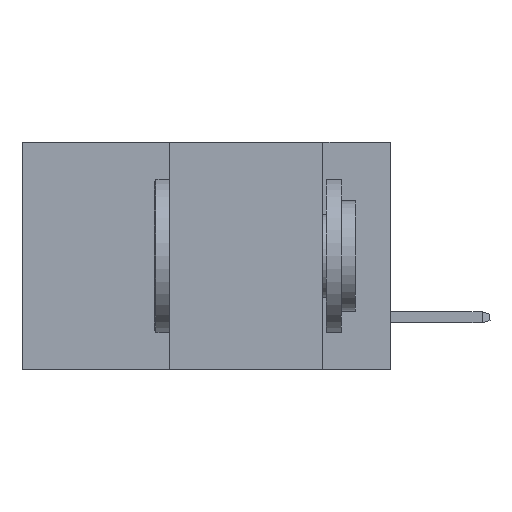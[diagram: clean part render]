
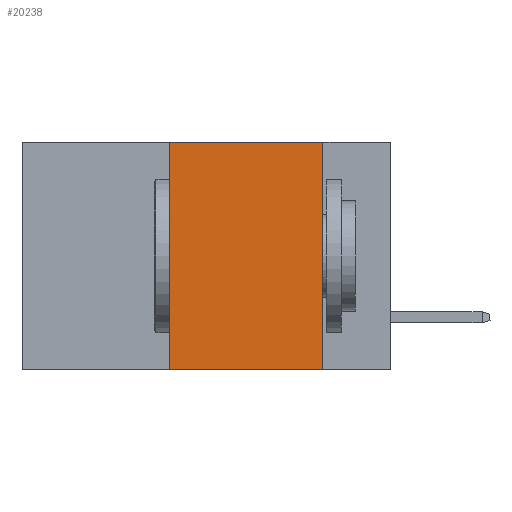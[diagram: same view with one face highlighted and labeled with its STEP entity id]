
A CAD part, left-side view. The second image highlights one B-rep face of the part: STEP entity #20238.
In plain terms, the highlighted planar face has unit normal (-1, 0, 0).
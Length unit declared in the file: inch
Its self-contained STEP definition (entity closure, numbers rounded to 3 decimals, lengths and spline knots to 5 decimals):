
#465 = CARTESIAN_POINT ( 'NONE',  ( 0., 0.11, 0. ) ) ;
#1394 = CARTESIAN_POINT ( 'NONE',  ( 0., 0.6, 0. ) ) ;
#2096 = EDGE_CURVE ( 'NONE', #14722, #25345, #16621, .T. ) ;
#2284 = DIRECTION ( 'NONE',  ( 0., 0., -1. ) ) ;
#3995 = VECTOR ( 'NONE', #28511, 39.37008 ) ;
#4069 = DIRECTION ( 'NONE',  ( 1., 0., 0. ) ) ;
#4601 = CARTESIAN_POINT ( 'NONE',  ( 0., 0.6, -0.37 ) ) ;
#5199 = LINE ( 'NONE', #16306, #31746 ) ;
#5205 = CARTESIAN_POINT ( 'NONE',  ( 0., 0.36, 0. ) ) ;
#6189 = ORIENTED_EDGE ( 'NONE', *, *, #23967, .F. ) ;
#7753 = CARTESIAN_POINT ( 'NONE',  ( 0., 0.11, -0.37 ) ) ;
#10368 = ORIENTED_EDGE ( 'NONE', *, *, #23023, .F. ) ;
#11812 = VERTEX_POINT ( 'NONE', #20201 ) ;
#12172 = EDGE_LOOP ( 'NONE', ( #6189, #29028, #10368, #33142 ) ) ;
#14024 = VERTEX_POINT ( 'NONE', #7753 ) ;
#14666 = PLANE ( 'NONE',  #18716 ) ;
#14722 = VERTEX_POINT ( 'NONE', #5205 ) ;
#15133 = VECTOR ( 'NONE', #2284, 39.37008 ) ;
#16306 = CARTESIAN_POINT ( 'NONE',  ( 0., 0.36, 0. ) ) ;
#16621 = LINE ( 'NONE', #20196, #22823 ) ;
#16800 = LINE ( 'NONE', #34040, #15133 ) ;
#18716 = AXIS2_PLACEMENT_3D ( 'NONE', #1394, #4069, #22677 ) ;
#18997 = LINE ( 'NONE', #4601, #3995 ) ;
#20081 = DIRECTION ( 'NONE',  ( 0., -1., 0. ) ) ;
#20196 = CARTESIAN_POINT ( 'NONE',  ( 0., 0.6, 0. ) ) ;
#20201 = CARTESIAN_POINT ( 'NONE',  ( 0., 0.36, -0.37 ) ) ;
#20238 = ADVANCED_FACE ( 'NONE', ( #33629 ), #14666, .F. ) ;
#21516 = DIRECTION ( 'NONE',  ( 0., 0., 1. ) ) ;
#22677 = DIRECTION ( 'NONE',  ( 0., 0., -1. ) ) ;
#22823 = VECTOR ( 'NONE', #20081, 39.37008 ) ;
#23023 = EDGE_CURVE ( 'NONE', #11812, #14722, #5199, .T. ) ;
#23967 = EDGE_CURVE ( 'NONE', #25345, #14024, #16800, .T. ) ;
#25345 = VERTEX_POINT ( 'NONE', #465 ) ;
#28511 = DIRECTION ( 'NONE',  ( 0., -1., 0. ) ) ;
#29028 = ORIENTED_EDGE ( 'NONE', *, *, #2096, .F. ) ;
#31746 = VECTOR ( 'NONE', #21516, 39.37008 ) ;
#33142 = ORIENTED_EDGE ( 'NONE', *, *, #34225, .T. ) ;
#33629 = FACE_OUTER_BOUND ( 'NONE', #12172, .T. ) ;
#34040 = CARTESIAN_POINT ( 'NONE',  ( 0., 0.11, 0. ) ) ;
#34225 = EDGE_CURVE ( 'NONE', #11812, #14024, #18997, .T. ) ;
